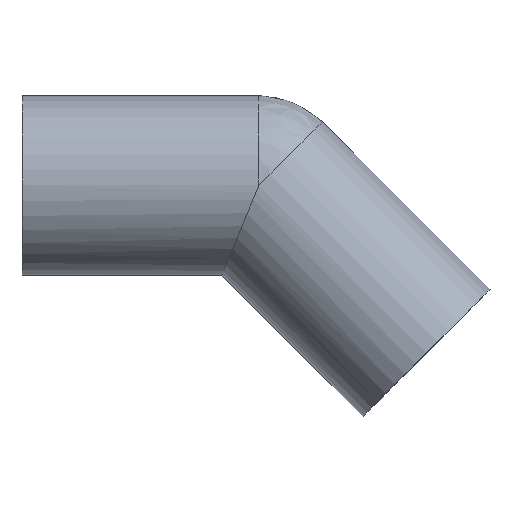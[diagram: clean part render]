
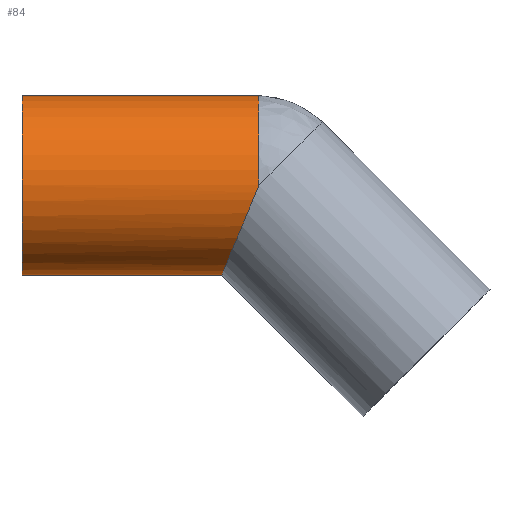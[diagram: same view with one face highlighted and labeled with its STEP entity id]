
A CAD part, top view. The second image highlights one B-rep face of the part: STEP entity #84.
In plain terms, the highlighted cylindrical face has radius 25 mm (diameter 50 mm), a partial arc.
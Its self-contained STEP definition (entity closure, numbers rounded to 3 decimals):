
#84 = ADVANCED_FACE( '', ( #107 ), #108, .T. );
#107 = FACE_OUTER_BOUND( '', #133, .T. );
#108 = CYLINDRICAL_SURFACE( '', #134, 25. );
#133 = EDGE_LOOP( '', ( #210, #211, #212, #213, #214 ) );
#134 = AXIS2_PLACEMENT_3D( '', #215, #216, #217 );
#210 = ORIENTED_EDGE( '', *, *, #232, .T. );
#211 = ORIENTED_EDGE( '', *, *, #258, .F. );
#212 = ORIENTED_EDGE( '', *, *, #235, .T. );
#213 = ORIENTED_EDGE( '', *, *, #257, .T. );
#214 = ORIENTED_EDGE( '', *, *, #259, .T. );
#215 = CARTESIAN_POINT( '', ( 33., 0., 0. ) );
#216 = DIRECTION( '', ( 1., 0., 0. ) );
#217 = DIRECTION( '', ( 0., 1., 0. ) );
#232 = EDGE_CURVE( '', #260, #261, #262, .T. );
#235 = EDGE_CURVE( '', #267, #265, #268, .T. );
#257 = EDGE_CURVE( '', #265, #301, #303, .T. );
#258 = EDGE_CURVE( '', #267, #261, #304, .T. );
#259 = EDGE_CURVE( '', #301, #260, #305, .T. );
#260 = VERTEX_POINT( '', #306 );
#261 = VERTEX_POINT( '', #307 );
#262 = LINE( '', #308, #309 );
#265 = VERTEX_POINT( '', #312 );
#267 = VERTEX_POINT( '', #314 );
#268 = LINE( '', #315, #316 );
#301 = VERTEX_POINT( '', #355 );
#303 = ELLIPSE( '', #357, 27.06, 25. );
#304 = CIRCLE( '', #358, 25. );
#305 = CIRCLE( '', #359, 25. );
#306 = CARTESIAN_POINT( '', ( 66., 25., 0. ) );
#307 = CARTESIAN_POINT( '', ( 0., 25., 0. ) );
#308 = CARTESIAN_POINT( '', ( 33., 25., 0. ) );
#309 = VECTOR( '', #360, 1. );
#312 = CARTESIAN_POINT( '', ( 55.645, -25., 0. ) );
#314 = CARTESIAN_POINT( '', ( 0., -25., 0. ) );
#315 = CARTESIAN_POINT( '', ( 33., -25., 0. ) );
#316 = VECTOR( '', #367, 1. );
#355 = CARTESIAN_POINT( '', ( 66., 0., 25. ) );
#357 = AXIS2_PLACEMENT_3D( '', #419, #420, #421 );
#358 = AXIS2_PLACEMENT_3D( '', #422, #423, #424 );
#359 = AXIS2_PLACEMENT_3D( '', #425, #426, #427 );
#360 = DIRECTION( '', ( -1., 0., 0. ) );
#367 = DIRECTION( '', ( 1., 0., 0. ) );
#419 = CARTESIAN_POINT( '', ( 66., 0., 0. ) );
#420 = DIRECTION( '', ( -0.924, 0.383, 0. ) );
#421 = DIRECTION( '', ( 0.383, 0.924, 0. ) );
#422 = CARTESIAN_POINT( '', ( 0., 0., 0. ) );
#423 = DIRECTION( '', ( -1., 0., 0. ) );
#424 = DIRECTION( '', ( 0., 1., 0. ) );
#425 = CARTESIAN_POINT( '', ( 66., 0., 0. ) );
#426 = DIRECTION( '', ( -1., 0., 0. ) );
#427 = DIRECTION( '', ( 0., 1., 0. ) );
